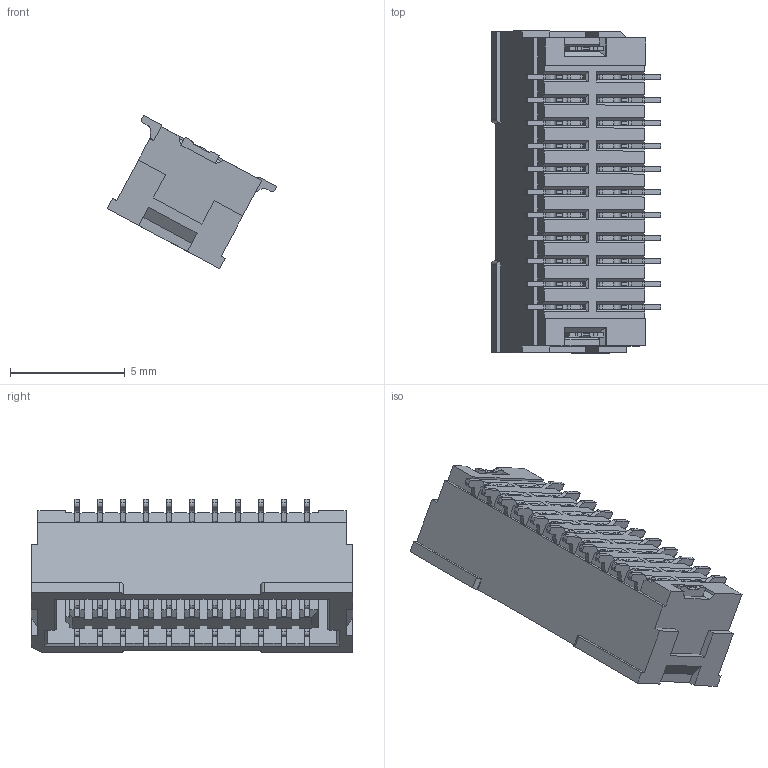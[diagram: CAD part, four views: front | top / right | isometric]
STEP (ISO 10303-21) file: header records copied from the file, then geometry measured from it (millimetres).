
FILE_DESCRIPTION (( 'STEP AP203' ), '1' );
FILE_NAME ('FWF10014-D22S83NAM.STEP', '2025-11-21T06:01:16', ( '' ), ( '' ), 'SwSTEP 2.0', 'SolidWorks 2021', '' );
FILE_SCHEMA (( 'CONFIG_CONTROL_DESIGN' ));
Length unit declared in the file: millimetre
Products named in the file (1): FWF10014-D22S83NAM
Bounding box: 7.38 x 14 x 6.68 mm (x, y, z)
Volume: 200 mm3; surface area: 965.8 mm2
Topology: 14 solids, 14 shells, 2063 faces, 6351 edges, 4197 vertices
Faces by surface type: plane 1273, cylinder 770, bspline 20
Entity records: 71355 total; most frequent: CARTESIAN_POINT 14383, ORIENTED_EDGE 12702, DIRECTION 11145, EDGE_CURVE 6351, VECTOR 4673, LINE 4673, VERTEX_POINT 4197, AXIS2_PLACEMENT_3D 3236
